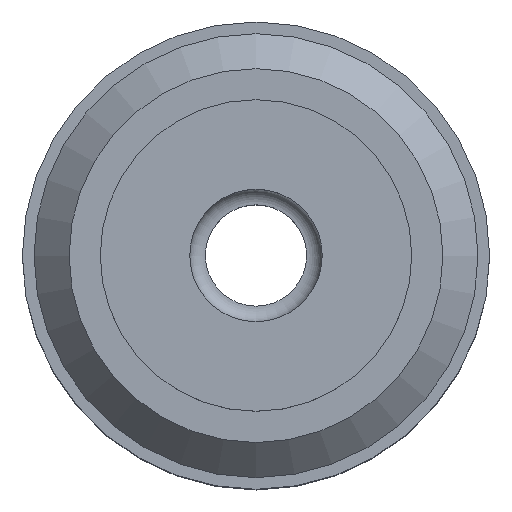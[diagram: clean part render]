
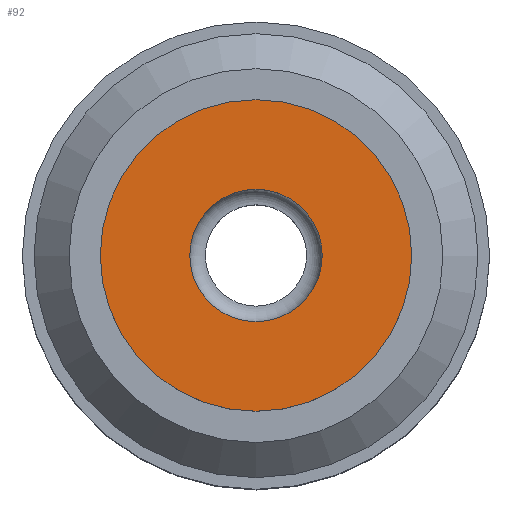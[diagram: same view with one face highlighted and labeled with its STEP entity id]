
A CAD part, top view. The second image highlights one B-rep face of the part: STEP entity #92.
In plain terms, the highlighted planar face has unit normal (0, 0, 1).
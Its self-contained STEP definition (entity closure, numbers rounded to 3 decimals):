
#92 = ADVANCED_FACE( '', ( #183, #184 ), #185, .F. );
#183 = FACE_OUTER_BOUND( '', #360, .T. );
#184 = FACE_BOUND( '', #361, .T. );
#185 = PLANE( '', #362 );
#360 = EDGE_LOOP( '', ( #567 ) );
#361 = EDGE_LOOP( '', ( #568 ) );
#362 = AXIS2_PLACEMENT_3D( '', #569, #570, #571 );
#567 = ORIENTED_EDGE( '', *, *, #806, .F. );
#568 = ORIENTED_EDGE( '', *, *, #788, .T. );
#569 = CARTESIAN_POINT( '', ( 0., -4.25, 32.5 ) );
#570 = DIRECTION( '', ( 0., 0., -1. ) );
#571 = DIRECTION( '', ( -1., 0., 0. ) );
#788 = EDGE_CURVE( '', #848, #848, #849, .T. );
#806 = EDGE_CURVE( '', #884, #884, #885, .T. );
#848 = VERTEX_POINT( '', #966 );
#849 = CIRCLE( '', #967, 4.25 );
#884 = VERTEX_POINT( '', #1002 );
#885 = CIRCLE( '', #1003, 10. );
#966 = CARTESIAN_POINT( '', ( -4.25, 0., 32.5 ) );
#967 = AXIS2_PLACEMENT_3D( '', #1085, #1086, #1087 );
#1002 = CARTESIAN_POINT( '', ( -10., 0., 32.5 ) );
#1003 = AXIS2_PLACEMENT_3D( '', #1139, #1140, #1141 );
#1085 = CARTESIAN_POINT( '', ( 0., 0., 32.5 ) );
#1086 = DIRECTION( '', ( 0., 0., -1. ) );
#1087 = DIRECTION( '', ( -1., 0., 0. ) );
#1139 = CARTESIAN_POINT( '', ( 0., 0., 32.5 ) );
#1140 = DIRECTION( '', ( 0., 0., -1. ) );
#1141 = DIRECTION( '', ( -1., 0., 0. ) );
